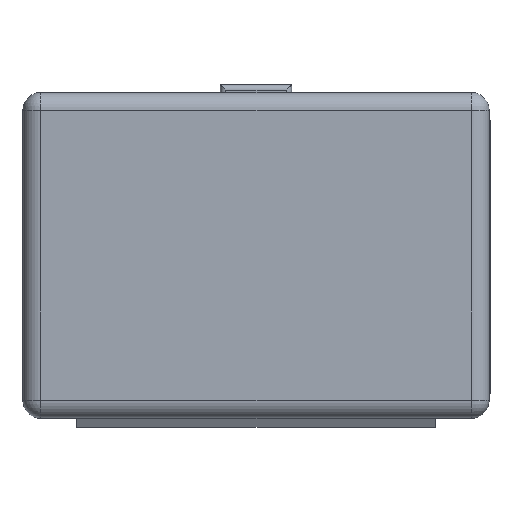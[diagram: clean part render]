
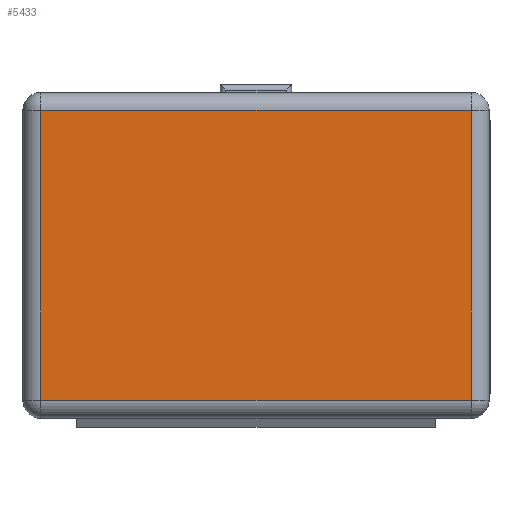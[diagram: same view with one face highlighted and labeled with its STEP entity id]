
A CAD part, top view. The second image highlights one B-rep face of the part: STEP entity #5433.
In plain terms, the highlighted face is planar.
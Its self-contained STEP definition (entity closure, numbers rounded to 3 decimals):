
#11 = CARTESIAN_POINT ( 'NONE',  ( 36., -27.25, 0. ) ) ;
#97 = VERTEX_POINT ( 'NONE', #968 ) ;
#159 = CARTESIAN_POINT ( 'NONE',  ( -36., -24.25, 0. ) ) ;
#168 = ORIENTED_EDGE ( 'NONE', *, *, #1406, .T. ) ;
#339 = LINE ( 'NONE', #2901, #2944 ) ;
#500 = CARTESIAN_POINT ( 'NONE',  ( -36., 24.25, 0. ) ) ;
#648 = VECTOR ( 'NONE', #5069, 1000. ) ;
#762 = PLANE ( 'NONE',  #2362 ) ;
#968 = CARTESIAN_POINT ( 'NONE',  ( 36., 24.25, 0. ) ) ;
#1051 = VERTEX_POINT ( 'NONE', #159 ) ;
#1400 = CARTESIAN_POINT ( 'NONE',  ( -39., -24.25, 0. ) ) ;
#1406 = EDGE_CURVE ( 'NONE', #2292, #1051, #3544, .T. ) ;
#1509 = CARTESIAN_POINT ( 'NONE',  ( 36., -24.25, 0. ) ) ;
#1639 = EDGE_CURVE ( 'NONE', #2154, #97, #339, .T. ) ;
#1701 = DIRECTION ( 'NONE',  ( 0., -1., 0. ) ) ;
#2031 = DIRECTION ( 'NONE',  ( -1., 0., 0. ) ) ;
#2154 = VERTEX_POINT ( 'NONE', #500 ) ;
#2292 = VERTEX_POINT ( 'NONE', #1509 ) ;
#2362 = AXIS2_PLACEMENT_3D ( 'NONE', #2434, #4134, #2031 ) ;
#2402 = EDGE_CURVE ( 'NONE', #1051, #2154, #5457, .T. ) ;
#2434 = CARTESIAN_POINT ( 'NONE',  ( 0., 0., 0. ) ) ;
#2603 = ORIENTED_EDGE ( 'NONE', *, *, #4290, .T. ) ;
#2856 = FACE_OUTER_BOUND ( 'NONE', #4645, .T. ) ;
#2901 = CARTESIAN_POINT ( 'NONE',  ( 39., 24.25, 0. ) ) ;
#2944 = VECTOR ( 'NONE', #4992, 1000. ) ;
#3323 = LINE ( 'NONE', #11, #4243 ) ;
#3335 = CARTESIAN_POINT ( 'NONE',  ( -36., 27.25, 0. ) ) ;
#3544 = LINE ( 'NONE', #1400, #3650 ) ;
#3650 = VECTOR ( 'NONE', #4394, 1000. ) ;
#4134 = DIRECTION ( 'NONE',  ( 0., 0., -1. ) ) ;
#4243 = VECTOR ( 'NONE', #1701, 1000. ) ;
#4290 = EDGE_CURVE ( 'NONE', #97, #2292, #3323, .T. ) ;
#4394 = DIRECTION ( 'NONE',  ( -1., 0., 0. ) ) ;
#4645 = EDGE_LOOP ( 'NONE', ( #4730, #5056, #2603, #168 ) ) ;
#4730 = ORIENTED_EDGE ( 'NONE', *, *, #2402, .T. ) ;
#4992 = DIRECTION ( 'NONE',  ( 1., 0., 0. ) ) ;
#5056 = ORIENTED_EDGE ( 'NONE', *, *, #1639, .T. ) ;
#5069 = DIRECTION ( 'NONE',  ( 0., 1., 0. ) ) ;
#5433 = ADVANCED_FACE ( 'NONE', ( #2856 ), #762, .T. ) ;
#5457 = LINE ( 'NONE', #3335, #648 ) ;
